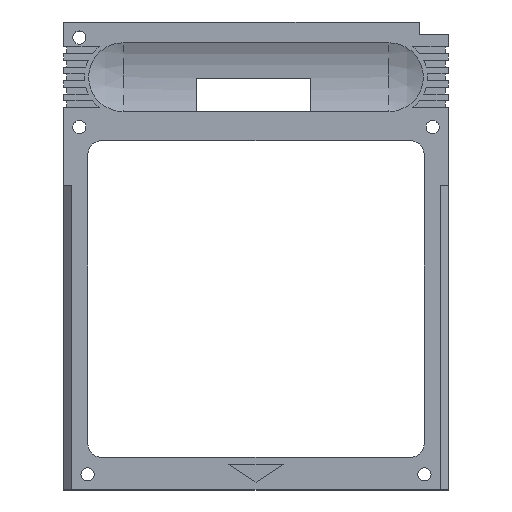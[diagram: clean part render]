
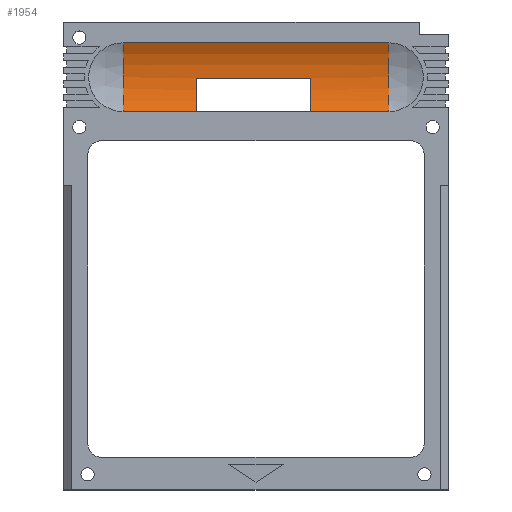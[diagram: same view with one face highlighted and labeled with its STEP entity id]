
A CAD part, top view. The second image highlights one B-rep face of the part: STEP entity #1954.
In plain terms, the highlighted cylindrical face has radius 19.21 mm (diameter 38.42 mm), a partial arc.
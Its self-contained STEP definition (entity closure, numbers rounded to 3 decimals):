
#26=CYLINDRICAL_SURFACE('',#2084,19.21);
#68=CIRCLE('',#2008,19.21);
#69=CIRCLE('',#2011,19.21);
#79=CIRCLE('',#2078,19.21);
#80=CIRCLE('',#2079,19.21);
#81=CIRCLE('',#2081,19.21);
#83=CIRCLE('',#2083,19.21);
#172=FACE_OUTER_BOUND('',#275,.T.);
#275=EDGE_LOOP('',(#1639,#1640,#1641,#1642,#1643,#1644,#1645,#1646,#1647,
#1648));
#382=LINE('',#2834,#617);
#526=LINE('',#3154,#761);
#527=LINE('',#3155,#762);
#528=LINE('',#3156,#763);
#617=VECTOR('',#2263,10.);
#761=VECTOR('',#2557,10.663);
#762=VECTOR('',#2558,10.663);
#763=VECTOR('',#2559,10.663);
#855=VERTEX_POINT('',#2827);
#856=VERTEX_POINT('',#2829);
#857=VERTEX_POINT('',#2833);
#858=VERTEX_POINT('',#2837);
#953=VERTEX_POINT('',#3140);
#954=VERTEX_POINT('',#3141);
#955=VERTEX_POINT('',#3143);
#956=VERTEX_POINT('',#3147);
#957=VERTEX_POINT('',#3148);
#958=VERTEX_POINT('',#3150);
#1055=EDGE_CURVE('',#856,#855,#68,.T.);
#1057=EDGE_CURVE('',#857,#856,#382,.T.);
#1059=EDGE_CURVE('',#858,#857,#69,.T.);
#1211=EDGE_CURVE('',#955,#953,#79,.F.);
#1212=EDGE_CURVE('',#954,#955,#80,.F.);
#1213=EDGE_CURVE('',#956,#957,#81,.F.);
#1215=EDGE_CURVE('',#957,#958,#83,.F.);
#1216=EDGE_CURVE('',#954,#855,#526,.T.);
#1217=EDGE_CURVE('',#956,#953,#527,.T.);
#1218=EDGE_CURVE('',#858,#958,#528,.T.);
#1639=ORIENTED_EDGE('',*,*,#1055,.T.);
#1640=ORIENTED_EDGE('',*,*,#1216,.F.);
#1641=ORIENTED_EDGE('',*,*,#1212,.T.);
#1642=ORIENTED_EDGE('',*,*,#1211,.T.);
#1643=ORIENTED_EDGE('',*,*,#1217,.F.);
#1644=ORIENTED_EDGE('',*,*,#1213,.T.);
#1645=ORIENTED_EDGE('',*,*,#1215,.T.);
#1646=ORIENTED_EDGE('',*,*,#1218,.F.);
#1647=ORIENTED_EDGE('',*,*,#1059,.T.);
#1648=ORIENTED_EDGE('',*,*,#1057,.T.);
#1954=ADVANCED_FACE('',(#172),#26,.F.);
#2008=AXIS2_PLACEMENT_3D('',#2830,#2258,#2259);
#2011=AXIS2_PLACEMENT_3D('',#2838,#2267,#2268);
#2078=AXIS2_PLACEMENT_3D('',#3144,#2543,#2544);
#2079=AXIS2_PLACEMENT_3D('',#3145,#2545,#2546);
#2081=AXIS2_PLACEMENT_3D('',#3149,#2549,#2550);
#2083=AXIS2_PLACEMENT_3D('',#3152,#2553,#2554);
#2084=AXIS2_PLACEMENT_3D('',#3153,#2555,#2556);
#2258=DIRECTION('center_axis',(-1.,0.,0.));
#2259=DIRECTION('ref_axis',(0.,1.,0.));
#2263=DIRECTION('',(1.,0.,0.));
#2267=DIRECTION('center_axis',(1.,0.,0.));
#2268=DIRECTION('ref_axis',(0.,1.,0.));
#2543=DIRECTION('center_axis',(-1.,0.,0.));
#2544=DIRECTION('ref_axis',(0.,-0.458,-0.889));
#2545=DIRECTION('center_axis',(-1.,0.,0.));
#2546=DIRECTION('ref_axis',(0.,-0.458,-0.889));
#2549=DIRECTION('center_axis',(1.,0.,0.));
#2550=DIRECTION('ref_axis',(0.,0.458,-0.889));
#2553=DIRECTION('center_axis',(1.,0.,0.));
#2554=DIRECTION('ref_axis',(0.,0.458,-0.889));
#2555=DIRECTION('center_axis',(-1.,0.,0.));
#2556=DIRECTION('ref_axis',(0.,1.,0.));
#2557=DIRECTION('',(-1.,0.,0.));
#2558=DIRECTION('',(1.,0.,0.));
#2559=DIRECTION('',(-1.,0.,0.));
#2827=CARTESIAN_POINT('',(17.,48.705,19.88));
#2829=CARTESIAN_POINT('',(17.,57.175,17.75));
#2830=CARTESIAN_POINT('Origin',(17.,57.503,36.957));
#2833=CARTESIAN_POINT('',(-12.381,57.175,17.75));
#2834=CARTESIAN_POINT('',(2.31,57.175,17.75));
#2837=CARTESIAN_POINT('',(-12.381,48.705,19.88));
#2838=CARTESIAN_POINT('Origin',(-12.381,57.503,36.957));
#3140=CARTESIAN_POINT('',(36.984,66.301,19.88));
#3141=CARTESIAN_POINT('',(36.984,48.706,19.88));
#3143=CARTESIAN_POINT('',(36.984,57.503,17.747));
#3144=CARTESIAN_POINT('Origin',(36.984,57.503,36.957));
#3145=CARTESIAN_POINT('Origin',(36.984,57.503,36.957));
#3147=CARTESIAN_POINT('',(-31.103,66.301,19.88));
#3148=CARTESIAN_POINT('',(-31.103,57.503,17.747));
#3149=CARTESIAN_POINT('Origin',(-31.103,57.503,36.957));
#3150=CARTESIAN_POINT('',(-31.103,48.706,19.88));
#3152=CARTESIAN_POINT('Origin',(-31.103,57.503,36.957));
#3153=CARTESIAN_POINT('Origin',(-31.103,57.503,36.957));
#3154=CARTESIAN_POINT('',(2.941,48.705,19.88));
#3155=CARTESIAN_POINT('',(2.941,66.301,19.88));
#3156=CARTESIAN_POINT('',(2.941,48.705,19.88));
